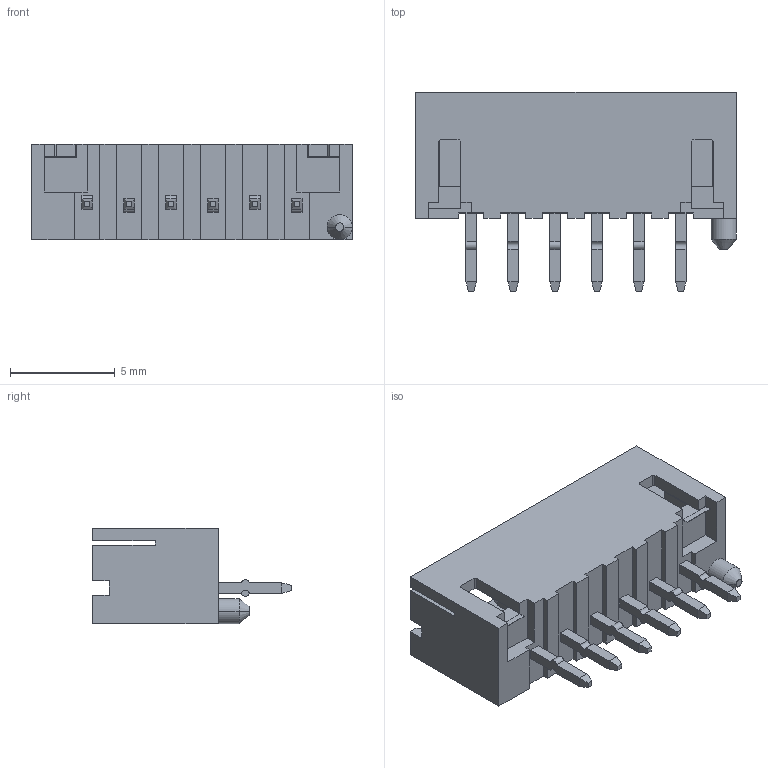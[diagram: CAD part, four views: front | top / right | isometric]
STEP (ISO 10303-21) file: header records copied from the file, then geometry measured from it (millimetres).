
FILE_DESCRIPTION((''),'2;1');
FILE_NAME('533240660','2016-10-03T',('gsharma'),(''),'PRO/ENGINEER BY PARAMETRIC TECHNOLOGY CORPORATION, 2012310','PRO/ENGINEER BY PARAMETRIC TECHNOLOGY CORPORATION, 2012310','');
FILE_SCHEMA(('CONFIG_CONTROL_DESIGN'));
Length unit declared in the file: millimetre
Products named in the file (1): 533240660
Bounding box: 15.3 x 9.5 x 4.55 mm (x, y, z)
Volume: 197.6 mm3; surface area: 641.4 mm2
Topology: 1 solids, 1 shells, 238 faces, 639 edges, 419 vertices
Faces by surface type: plane 222, cylinder 14, cone 2
Entity records: 7260 total; most frequent: CARTESIAN_POINT 1268, ORIENTED_EDGE 1234, DIRECTION 1164, EDGE_CURVE 617, VECTOR 594, LINE 594, VERTEX_POINT 389, AXIS2_PLACEMENT_3D 285
